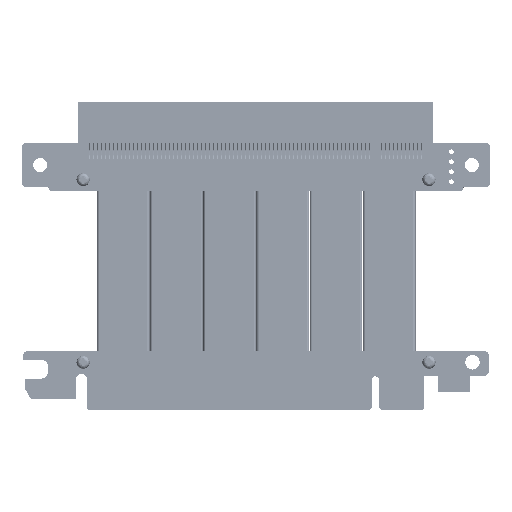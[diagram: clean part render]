
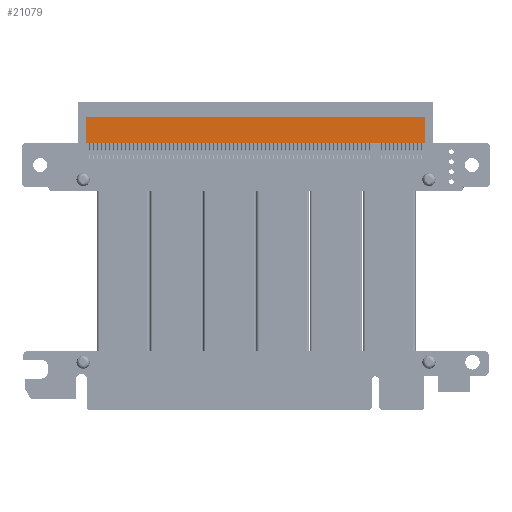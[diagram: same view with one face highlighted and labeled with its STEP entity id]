
A CAD part, top view. The second image highlights one B-rep face of the part: STEP entity #21079.
In plain terms, the highlighted planar face has unit normal (0, 0, 1).
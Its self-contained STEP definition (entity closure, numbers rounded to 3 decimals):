
#19568 = EDGE_CURVE('',#19569,#19571,#19573,.T.);
#19569 = VERTEX_POINT('',#19570);
#19570 = CARTESIAN_POINT('',(-74.5,1.,3.25));
#19571 = VERTEX_POINT('',#19572);
#19572 = CARTESIAN_POINT('',(10.5,1.,3.25));
#19573 = LINE('',#19574,#19575);
#19574 = CARTESIAN_POINT('',(-74.5,1.,3.25));
#19575 = VECTOR('',#19576,1.);
#19576 = DIRECTION('',(1.,0.,0.));
#20058 = EDGE_CURVE('',#20059,#19569,#20061,.T.);
#20059 = VERTEX_POINT('',#20060);
#20060 = CARTESIAN_POINT('',(-74.5,7.45,3.25));
#20061 = LINE('',#20062,#20063);
#20062 = CARTESIAN_POINT('',(-74.5,1.,3.25));
#20063 = VECTOR('',#20064,1.);
#20064 = DIRECTION('',(0.,-1.,0.));
#20105 = VERTEX_POINT('',#20106);
#20106 = CARTESIAN_POINT('',(10.5,7.45,3.25));
#20112 = EDGE_CURVE('',#19571,#20105,#20113,.T.);
#20113 = LINE('',#20114,#20115);
#20114 = CARTESIAN_POINT('',(10.5,1.,3.25));
#20115 = VECTOR('',#20116,1.);
#20116 = DIRECTION('',(0.,1.,0.));
#21068 = EDGE_CURVE('',#20105,#20059,#21069,.T.);
#21069 = LINE('',#21070,#21071);
#21070 = CARTESIAN_POINT('',(-74.5,7.45,3.25));
#21071 = VECTOR('',#21072,1.);
#21072 = DIRECTION('',(-1.,0.,0.));
#21079 = ADVANCED_FACE('',(#21080),#21086,.F.);
#21080 = FACE_BOUND('',#21081,.T.);
#21081 = EDGE_LOOP('',(#21082,#21083,#21084,#21085));
#21082 = ORIENTED_EDGE('',*,*,#20058,.T.);
#21083 = ORIENTED_EDGE('',*,*,#19568,.T.);
#21084 = ORIENTED_EDGE('',*,*,#20112,.T.);
#21085 = ORIENTED_EDGE('',*,*,#21068,.T.);
#21086 = PLANE('',#21087);
#21087 = AXIS2_PLACEMENT_3D('',#21088,#21089,#21090);
#21088 = CARTESIAN_POINT('',(-74.5,7.45,3.25));
#21089 = DIRECTION('',(0.,0.,-1.));
#21090 = DIRECTION('',(-1.,0.,0.));
